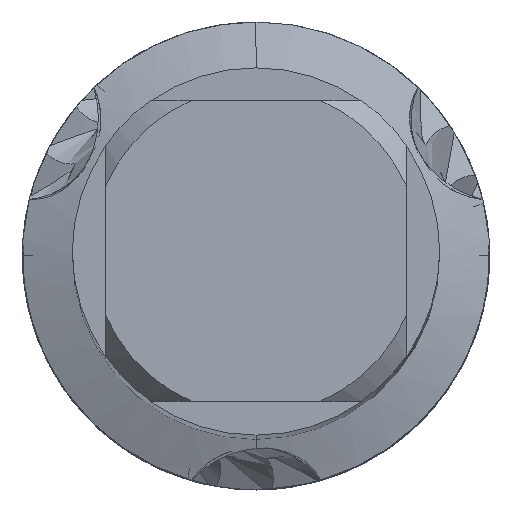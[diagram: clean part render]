
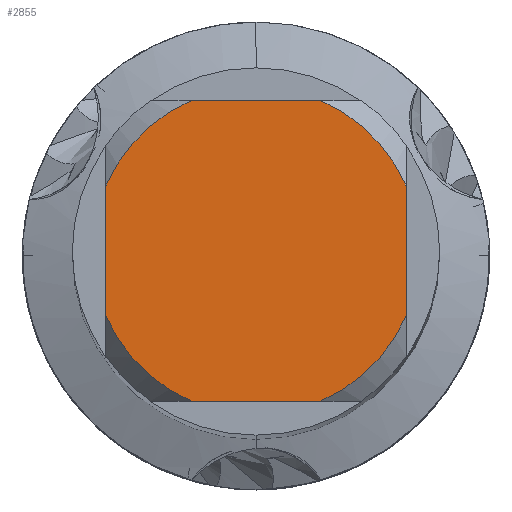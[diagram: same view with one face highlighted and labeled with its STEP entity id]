
A CAD part, top view. The second image highlights one B-rep face of the part: STEP entity #2855.
In plain terms, the highlighted planar face has unit normal (0, 0, 1).
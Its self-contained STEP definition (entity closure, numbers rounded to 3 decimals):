
#1527=VERTEX_POINT('',#4466);
#1529=EDGE_CURVE('',#3465,#3473,#4468,.T.);
#2017=VERTEX_POINT('',#4997);
#2235=EDGE_CURVE('',#4297,#3927,#5234,.T.);
#2309=EDGE_CURVE('',#4057,#2017,#5315,.T.);
#2583=EDGE_CURVE('',#3465,#1527,#5626,.T.);
#2821=EDGE_CURVE('',#3311,#1527,#5881,.T.);
#2853=EDGE_CURVE('',#4297,#3473,#5916,.T.);
#2855=ADVANCED_FACE('',(#5918),#5919,.T.);
#2883=EDGE_CURVE('',#4057,#3927,#5948,.T.);
#3311=VERTEX_POINT('',#6410);
#3465=VERTEX_POINT('',#6578);
#3473=VERTEX_POINT('',#6586);
#3485=EDGE_CURVE('',#3311,#2017,#6599,.T.);
#3927=VERTEX_POINT('',#7077);
#4057=VERTEX_POINT('',#7219);
#4297=VERTEX_POINT('',#7483);
#4466=CARTESIAN_POINT('',(1.939,-4.5,0.0));
#4468=LINE('',#7703,#7704);
#4997=CARTESIAN_POINT('',(-4.5,-1.939,0.0));
#5234=LINE('',#10040,#10041);
#5315=LINE('',#10536,#10537);
#5626=CIRCLE('',#11432,4.9);
#5881=LINE('',#11955,#11956);
#5916=CIRCLE('',#12037,4.9);
#5918=FACE_OUTER_BOUND('',#12039,.T.);
#5919=PLANE('',#12040);
#5948=CIRCLE('',#12114,4.9);
#6410=CARTESIAN_POINT('',(-1.939,-4.5,0.0));
#6578=CARTESIAN_POINT('',(4.5,-1.939,0.0));
#6586=CARTESIAN_POINT('',(4.5,1.939,0.0));
#6599=CIRCLE('',#13731,4.9);
#7077=CARTESIAN_POINT('',(-1.939,4.5,0.0));
#7219=CARTESIAN_POINT('',(-4.5,1.939,0.0));
#7483=CARTESIAN_POINT('',(1.939,4.5,0.0));
#7703=CARTESIAN_POINT('',(4.5,1.225,0.0));
#7704=VECTOR('',#16572,1.0);
#10040=CARTESIAN_POINT('',(0.0,4.5,0.0));
#10041=VECTOR('',#17399,1.0);
#10536=CARTESIAN_POINT('',(-4.5,1.225,0.0));
#10537=VECTOR('',#17472,1.0);
#11432=AXIS2_PLACEMENT_3D('',#17886,#17887,#17888);
#11955=CARTESIAN_POINT('',(0.0,-4.5,0.0));
#11956=VECTOR('',#18094,1.0);
#12037=AXIS2_PLACEMENT_3D('',#18135,#18136,#18137);
#12039=EDGE_LOOP('',(#18139,#18140,#18141,#18142,#18143,#18144,#18145,#18146));
#12040=AXIS2_PLACEMENT_3D('',#18147,#18148,#18149);
#12114=AXIS2_PLACEMENT_3D('',#18165,#18166,#18167);
#13731=AXIS2_PLACEMENT_3D('',#18871,#18872,#18873);
#16572=DIRECTION('',(-0.0,1.0,0.0));
#17399=DIRECTION('',(-1.0,0.0,0.0));
#17472=DIRECTION('',(-0.0,-1.0,0.0));
#17886=CARTESIAN_POINT('',(0.0,0.0,0.0));
#17887=DIRECTION('',(0.0,0.0,-1.0));
#17888=DIRECTION('',(0.0,1.0,0.0));
#18094=DIRECTION('',(1.0,0.0,0.0));
#18135=CARTESIAN_POINT('',(0.0,0.0,0.0));
#18136=DIRECTION('',(0.0,0.0,-1.0));
#18137=DIRECTION('',(0.0,1.0,0.0));
#18139=ORIENTED_EDGE('',*,*,#2309,.T.);
#18140=ORIENTED_EDGE('',*,*,#3485,.F.);
#18141=ORIENTED_EDGE('',*,*,#2821,.T.);
#18142=ORIENTED_EDGE('',*,*,#2583,.F.);
#18143=ORIENTED_EDGE('',*,*,#1529,.T.);
#18144=ORIENTED_EDGE('',*,*,#2853,.F.);
#18145=ORIENTED_EDGE('',*,*,#2235,.T.);
#18146=ORIENTED_EDGE('',*,*,#2883,.F.);
#18147=CARTESIAN_POINT('',(0.0,2.45,0.0));
#18148=DIRECTION('',(-0.0,0.0,1.0));
#18149=DIRECTION('',(0.0,-1.0,0.0));
#18165=CARTESIAN_POINT('',(0.0,0.0,0.0));
#18166=DIRECTION('',(0.0,0.0,-1.0));
#18167=DIRECTION('',(0.0,1.0,0.0));
#18871=CARTESIAN_POINT('',(0.0,0.0,0.0));
#18872=DIRECTION('',(0.0,0.0,-1.0));
#18873=DIRECTION('',(0.0,1.0,0.0));
